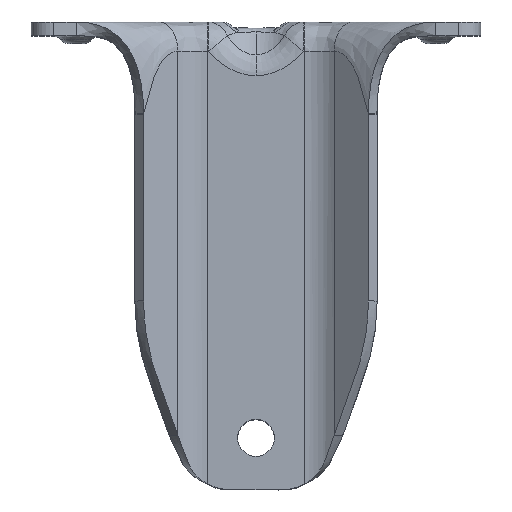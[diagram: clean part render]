
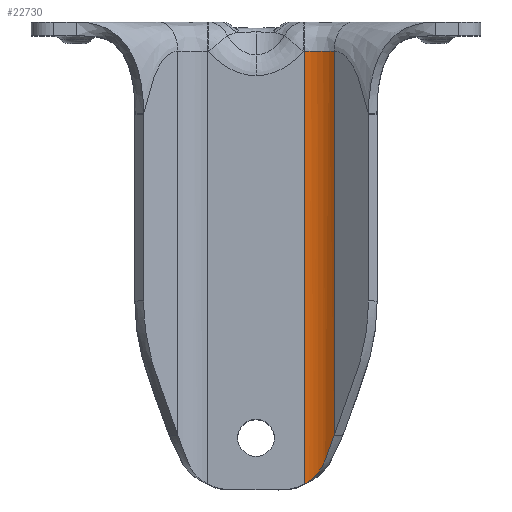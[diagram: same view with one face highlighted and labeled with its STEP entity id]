
A CAD part, top view. The second image highlights one B-rep face of the part: STEP entity #22730.
In plain terms, the highlighted cylindrical face has radius 10 mm (diameter 20 mm), a partial arc.
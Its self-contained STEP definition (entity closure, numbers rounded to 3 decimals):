
#839 = CARTESIAN_POINT ( 'NONE',  ( -86.756, -93.944, 64.052 ) ) ;
#1237 = CARTESIAN_POINT ( 'NONE',  ( -87.763, -96.741, 63.432 ) ) ;
#1614 = EDGE_CURVE ( 'NONE', #24214, #21938, #20110, .T. ) ;
#1912 = DIRECTION ( 'NONE',  ( 0., -1., 0. ) ) ;
#2158 = CARTESIAN_POINT ( 'NONE',  ( -86.032, -91.936, 64.631 ) ) ;
#2898 = CARTESIAN_POINT ( 'NONE',  ( -86.032, -91.936, 64.631 ) ) ;
#3035 = EDGE_CURVE ( 'NONE', #23786, #18096, #14532, .T. ) ;
#3163 = CARTESIAN_POINT ( 'NONE',  ( -90.181, -100.92, 62.491 ) ) ;
#3418 = CARTESIAN_POINT ( 'NONE',  ( -89.633, -100.316, 62.637 ) ) ;
#5136 = AXIS2_PLACEMENT_3D ( 'NONE', #9535, #24262, #7862 ) ;
#5218 = CARTESIAN_POINT ( 'NONE',  ( -90.772, -101.489, 62.365 ) ) ;
#5327 = DIRECTION ( 'NONE',  ( 0., -1., 0. ) ) ;
#5358 = CARTESIAN_POINT ( 'NONE',  ( -88.137, -97.763, 63.237 ) ) ;
#6011 = CARTESIAN_POINT ( 'NONE',  ( -92.561, 0., 72.206 ) ) ;
#7290 = CARTESIAN_POINT ( 'NONE',  ( -91.619, -102.174, 62.241 ) ) ;
#7414 = CARTESIAN_POINT ( 'NONE',  ( -89.305, -99.89, 62.745 ) ) ;
#7814 = CARTESIAN_POINT ( 'NONE',  ( -90.978, -101.667, 62.329 ) ) ;
#7835 = AXIS2_PLACEMENT_3D ( 'NONE', #6011, #1912, #22160 ) ;
#7862 = DIRECTION ( 'NONE',  ( -0.035, 0., -0.999 ) ) ;
#9242 = ORIENTED_EDGE ( 'NONE', *, *, #10063, .F. ) ;
#9487 = CARTESIAN_POINT ( 'NONE',  ( -88.73, -98.982, 62.968 ) ) ;
#9535 = CARTESIAN_POINT ( 'NONE',  ( -92.561, -6.5, 72.206 ) ) ;
#9626 = CARTESIAN_POINT ( 'NONE',  ( -92.074, -102.479, 62.206 ) ) ;
#10032 = CARTESIAN_POINT ( 'NONE',  ( -88.04, -97.509, 63.285 ) ) ;
#10063 = EDGE_CURVE ( 'NONE', #21938, #23786, #15163, .T. ) ;
#11266 = CARTESIAN_POINT ( 'NONE',  ( -86.391, -92.936, 64.322 ) ) ;
#12150 = CIRCLE ( 'NONE', #5136, 10. ) ;
#13722 = CARTESIAN_POINT ( 'NONE',  ( -88.473, -98.507, 63.079 ) ) ;
#14111 = ORIENTED_EDGE ( 'NONE', *, *, #3035, .F. ) ;
#14532 = LINE ( 'NONE', #18363, #23995 ) ;
#14666 = ORIENTED_EDGE ( 'NONE', *, *, #1614, .F. ) ;
#15163 = B_SPLINE_CURVE_WITH_KNOTS ( 'NONE', 3,
 ( #2898, #11266, #839, #17831, #22444, #1237, #26009, #10032, #5358, #18235, #13722, #9487, #24217, #7414, #3418, #3163, #22042, #5218, #7814, #7290, #9626, #23958 ),
 .UNSPECIFIED., .F., .F.,
 ( 4, 2, 2, 2, 2, 2, 2, 2, 2, 2, 4 ),
 ( 0., 0.003, 0.005, 0.006, 0.007, 0.007, 0.008, 0.01, 0.011, 0.012, 0.013 ),
 .UNSPECIFIED. ) ;
#16058 = CARTESIAN_POINT ( 'NONE',  ( -86.032, -6.5, 64.631 ) ) ;
#16072 = ORIENTED_EDGE ( 'NONE', *, *, #21456, .F. ) ;
#17029 = CARTESIAN_POINT ( 'NONE',  ( -92.561, -6.5, 62.206 ) ) ;
#17504 = VECTOR ( 'NONE', #5327, 1000. ) ;
#17831 = CARTESIAN_POINT ( 'NONE',  ( -87.303, -95.466, 63.697 ) ) ;
#18096 = VERTEX_POINT ( 'NONE', #17029 ) ;
#18235 = CARTESIAN_POINT ( 'NONE',  ( -88.354, -98.261, 63.133 ) ) ;
#18363 = CARTESIAN_POINT ( 'NONE',  ( -92.561, 0., 62.206 ) ) ;
#19269 = CARTESIAN_POINT ( 'NONE',  ( -92.561, -102.749, 62.206 ) ) ;
#20110 = LINE ( 'NONE', #24053, #17504 ) ;
#21456 = EDGE_CURVE ( 'NONE', #18096, #24214, #12150, .T. ) ;
#21938 = VERTEX_POINT ( 'NONE', #2158 ) ;
#22042 = CARTESIAN_POINT ( 'NONE',  ( -90.373, -101.116, 62.446 ) ) ;
#22160 = DIRECTION ( 'NONE',  ( 1., 0., 0. ) ) ;
#22296 = CYLINDRICAL_SURFACE ( 'NONE', #7835, 10. ) ;
#22439 = DIRECTION ( 'NONE',  ( 0., 1., 0. ) ) ;
#22444 = CARTESIAN_POINT ( 'NONE',  ( -87.488, -95.975, 63.586 ) ) ;
#22730 = ADVANCED_FACE ( 'NONE', ( #24604 ), #22296, .F. ) ;
#23786 = VERTEX_POINT ( 'NONE', #19269 ) ;
#23958 = CARTESIAN_POINT ( 'NONE',  ( -92.561, -102.749, 62.206 ) ) ;
#23995 = VECTOR ( 'NONE', #22439, 1000. ) ;
#24053 = CARTESIAN_POINT ( 'NONE',  ( -86.032, 0., 64.631 ) ) ;
#24214 = VERTEX_POINT ( 'NONE', #16058 ) ;
#24217 = CARTESIAN_POINT ( 'NONE',  ( -88.867, -99.214, 62.912 ) ) ;
#24262 = DIRECTION ( 'NONE',  ( 0., -1., 0. ) ) ;
#24604 = FACE_OUTER_BOUND ( 'NONE', #25878, .T. ) ;
#25878 = EDGE_LOOP ( 'NONE', ( #9242, #14666, #16072, #14111 ) ) ;
#26009 = CARTESIAN_POINT ( 'NONE',  ( -87.854, -96.998, 63.382 ) ) ;
